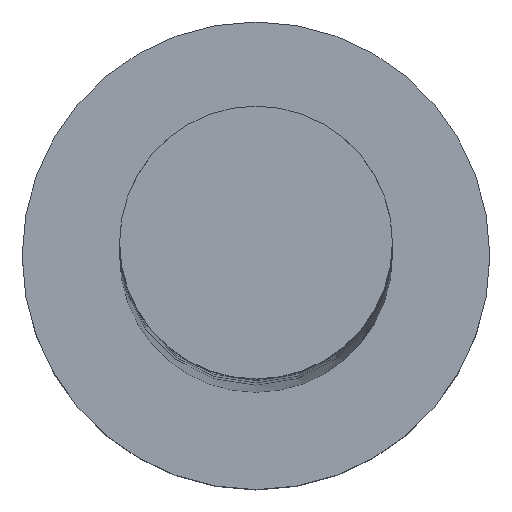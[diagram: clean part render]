
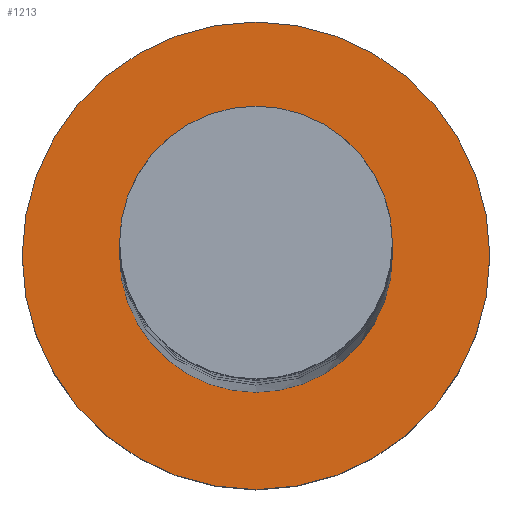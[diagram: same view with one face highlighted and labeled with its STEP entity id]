
A CAD part, top view. The second image highlights one B-rep face of the part: STEP entity #1213.
In plain terms, the highlighted planar face has unit normal (0, 0, 1).
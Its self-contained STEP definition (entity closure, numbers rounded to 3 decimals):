
#77 = CARTESIAN_POINT ( 'NONE',  ( 0., 0., 5. ) ) ;
#88 = CIRCLE ( 'NONE', #902, 6. ) ;
#99 = EDGE_CURVE ( 'NONE', #1273, #1470, #1173, .T. ) ;
#140 = DIRECTION ( 'NONE',  ( 0., 0., 1. ) ) ;
#282 = DIRECTION ( 'NONE',  ( 1., 0., 0. ) ) ;
#348 = VERTEX_POINT ( 'NONE', #1647 ) ;
#377 = ORIENTED_EDGE ( 'NONE', *, *, #898, .F. ) ;
#397 = AXIS2_PLACEMENT_3D ( 'NONE', #1187, #1442, #1060 ) ;
#405 = DIRECTION ( 'NONE',  ( 0., 0., 1. ) ) ;
#408 = ORIENTED_EDGE ( 'NONE', *, *, #1453, .F. ) ;
#461 = AXIS2_PLACEMENT_3D ( 'NONE', #1738, #405, #796 ) ;
#514 = CIRCLE ( 'NONE', #461, 3.5 ) ;
#536 = CARTESIAN_POINT ( 'NONE',  ( -3.5, 0., 5. ) ) ;
#579 = EDGE_CURVE ( 'NONE', #1470, #1273, #88, .T. ) ;
#664 = DIRECTION ( 'NONE',  ( 0., 0., 1. ) ) ;
#676 = AXIS2_PLACEMENT_3D ( 'NONE', #1345, #140, #282 ) ;
#689 = FACE_BOUND ( 'NONE', #1137, .T. ) ;
#796 = DIRECTION ( 'NONE',  ( 1., 0., 0. ) ) ;
#818 = CARTESIAN_POINT ( 'NONE',  ( 6., 0., 5. ) ) ;
#898 = EDGE_CURVE ( 'NONE', #348, #1392, #1198, .T. ) ;
#902 = AXIS2_PLACEMENT_3D ( 'NONE', #77, #1693, #1409 ) ;
#957 = CARTESIAN_POINT ( 'NONE',  ( 0., 0., 5. ) ) ;
#1052 = CARTESIAN_POINT ( 'NONE',  ( -6., 0., 5. ) ) ;
#1060 = DIRECTION ( 'NONE',  ( 1., 0., 0. ) ) ;
#1064 = EDGE_LOOP ( 'NONE', ( #1368, #1612 ) ) ;
#1065 = AXIS2_PLACEMENT_3D ( 'NONE', #957, #664, #1362 ) ;
#1137 = EDGE_LOOP ( 'NONE', ( #408, #377 ) ) ;
#1173 = CIRCLE ( 'NONE', #397, 6. ) ;
#1187 = CARTESIAN_POINT ( 'NONE',  ( 0., 0., 5. ) ) ;
#1198 = CIRCLE ( 'NONE', #676, 3.5 ) ;
#1200 = PLANE ( 'NONE',  #1065 ) ;
#1213 = ADVANCED_FACE ( 'NONE', ( #689, #1483 ), #1200, .T. ) ;
#1273 = VERTEX_POINT ( 'NONE', #818 ) ;
#1345 = CARTESIAN_POINT ( 'NONE',  ( 0., 0., 5. ) ) ;
#1362 = DIRECTION ( 'NONE',  ( 1., 0., 0. ) ) ;
#1368 = ORIENTED_EDGE ( 'NONE', *, *, #579, .T. ) ;
#1392 = VERTEX_POINT ( 'NONE', #536 ) ;
#1409 = DIRECTION ( 'NONE',  ( 1., 0., 0. ) ) ;
#1442 = DIRECTION ( 'NONE',  ( 0., 0., 1. ) ) ;
#1453 = EDGE_CURVE ( 'NONE', #1392, #348, #514, .T. ) ;
#1470 = VERTEX_POINT ( 'NONE', #1052 ) ;
#1483 = FACE_OUTER_BOUND ( 'NONE', #1064, .T. ) ;
#1612 = ORIENTED_EDGE ( 'NONE', *, *, #99, .T. ) ;
#1647 = CARTESIAN_POINT ( 'NONE',  ( 3.5, 0., 5. ) ) ;
#1693 = DIRECTION ( 'NONE',  ( 0., 0., 1. ) ) ;
#1738 = CARTESIAN_POINT ( 'NONE',  ( 0., 0., 5. ) ) ;
